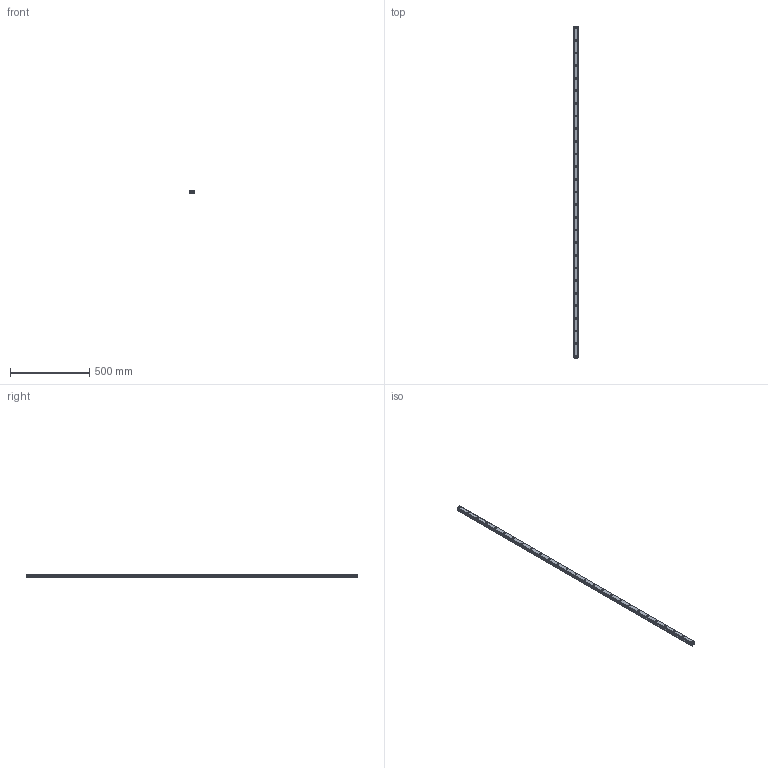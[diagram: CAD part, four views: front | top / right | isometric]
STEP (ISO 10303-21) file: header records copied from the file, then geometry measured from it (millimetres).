
FILE_DESCRIPTION(('STEP AP214'),'1');
FILE_NAME('cctmp_3E4C288C-4202-41CC-B5D4-7FCD8A95FDB6_2021_02_10_10_48_21_0745..stp','2021-02-10T09:48:21',('HIWIN GmbH'),('CADClick - www.CADClick.com'),'Spatial InterOp 3D',' ','unknown authorization');
FILE_SCHEMA(('AUTOMOTIVE_DESIGN'));
Length unit declared in the file: millimetre
Products named in the file (1): EGR30R2100C_FILE
Bounding box: 28 x 2100 x 23 mm (x, y, z)
Volume: 1173088.5 mm3; surface area: 236628 mm2
Topology: 1 solids, 1 shells, 346 faces, 777 edges, 518 vertices
Faces by surface type: cylinder 180, plane 166
Entity records: 12573 total; most frequent: DIRECTION 1831, CARTESIAN_POINT 1642, ORIENTED_EDGE 1554, EDGE_CURVE 777, AXIS2_PLACEMENT_3D 707, VERTEX_POINT 518, EDGE_LOOP 431, LINE 417
